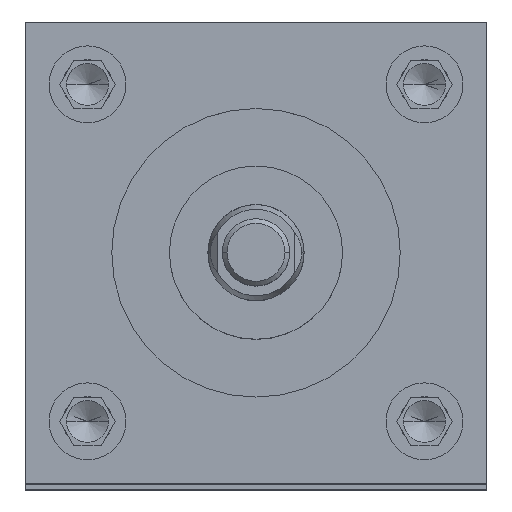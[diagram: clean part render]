
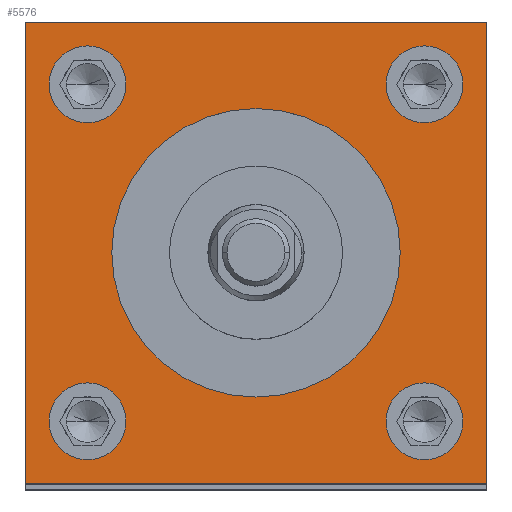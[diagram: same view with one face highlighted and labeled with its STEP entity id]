
A CAD part, top view. The second image highlights one B-rep face of the part: STEP entity #5576.
In plain terms, the highlighted planar face has unit normal (0, 0, 1).
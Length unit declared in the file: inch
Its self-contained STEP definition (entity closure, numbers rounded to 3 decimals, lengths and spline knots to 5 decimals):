
#38 = DIRECTION ( 'NONE',  ( 1., 0., 0. ) ) ;
#57 = CIRCLE ( 'NONE', #3389, 0.9375 ) ;
#137 = FACE_OUTER_BOUND ( 'NONE', #6122, .T. ) ;
#171 = VERTEX_POINT ( 'NONE', #3873 ) ;
#189 = ORIENTED_EDGE ( 'NONE', *, *, #5824, .T. ) ;
#229 = VECTOR ( 'NONE', #1952, 39.37008 ) ;
#269 = CARTESIAN_POINT ( 'NONE',  ( 1.095, 1.095, 23.75 ) ) ;
#292 = CARTESIAN_POINT ( 'NONE',  ( 1.5, -1.5, 23.75 ) ) ;
#307 = EDGE_LOOP ( 'NONE', ( #2373, #4426 ) ) ;
#314 = VERTEX_POINT ( 'NONE', #3779 ) ;
#327 = AXIS2_PLACEMENT_3D ( 'NONE', #5046, #3852, #38 ) ;
#333 = VERTEX_POINT ( 'NONE', #4786 ) ;
#415 = VERTEX_POINT ( 'NONE', #2442 ) ;
#424 = AXIS2_PLACEMENT_3D ( 'NONE', #5278, #5721, #498 ) ;
#498 = DIRECTION ( 'NONE',  ( 1., 0., 0. ) ) ;
#537 = CARTESIAN_POINT ( 'NONE',  ( -1.095, -1.095, 23.75 ) ) ;
#562 = CARTESIAN_POINT ( 'NONE',  ( -1.5, -1.5, 23.75 ) ) ;
#596 = FACE_BOUND ( 'NONE', #5022, .T. ) ;
#637 = DIRECTION ( 'NONE',  ( 0., 1., 0. ) ) ;
#786 = DIRECTION ( 'NONE',  ( 1., 0., 0. ) ) ;
#805 = DIRECTION ( 'NONE',  ( 1., 0., 0. ) ) ;
#822 = ORIENTED_EDGE ( 'NONE', *, *, #5733, .F. ) ;
#835 = CIRCLE ( 'NONE', #4884, 0.9375 ) ;
#841 = ORIENTED_EDGE ( 'NONE', *, *, #2142, .F. ) ;
#936 = CIRCLE ( 'NONE', #2560, 0.25 ) ;
#1060 = DIRECTION ( 'NONE',  ( 0., 0., 1. ) ) ;
#1098 = CIRCLE ( 'NONE', #424, 0.25 ) ;
#1214 = AXIS2_PLACEMENT_3D ( 'NONE', #4490, #5408, #3793 ) ;
#1332 = DIRECTION ( 'NONE',  ( 1., 0., 0. ) ) ;
#1356 = CARTESIAN_POINT ( 'NONE',  ( 0., 0., 23.75 ) ) ;
#1394 = EDGE_LOOP ( 'NONE', ( #3439, #3447 ) ) ;
#1412 = VERTEX_POINT ( 'NONE', #1930 ) ;
#1438 = AXIS2_PLACEMENT_3D ( 'NONE', #269, #3678, #786 ) ;
#1453 = ORIENTED_EDGE ( 'NONE', *, *, #1858, .F. ) ;
#1464 = CARTESIAN_POINT ( 'NONE',  ( 0.845, 1.095, 23.75 ) ) ;
#1470 = CARTESIAN_POINT ( 'NONE',  ( 1.345, 1.095, 23.75 ) ) ;
#1499 = AXIS2_PLACEMENT_3D ( 'NONE', #1605, #1060, #3882 ) ;
#1566 = DIRECTION ( 'NONE',  ( 0., 0., -1. ) ) ;
#1605 = CARTESIAN_POINT ( 'NONE',  ( 1.095, -1.095, 23.75 ) ) ;
#1753 = EDGE_CURVE ( 'NONE', #1412, #5473, #3166, .T. ) ;
#1778 = VERTEX_POINT ( 'NONE', #562 ) ;
#1858 = EDGE_CURVE ( 'NONE', #2963, #2615, #4474, .T. ) ;
#1930 = CARTESIAN_POINT ( 'NONE',  ( -1.345, 1.095, 23.75 ) ) ;
#1952 = DIRECTION ( 'NONE',  ( -1., 0., 0. ) ) ;
#2009 = DIRECTION ( 'NONE',  ( 0., 0., 1. ) ) ;
#2051 = PLANE ( 'NONE',  #5955 ) ;
#2129 = LINE ( 'NONE', #4074, #3141 ) ;
#2142 = EDGE_CURVE ( 'NONE', #2615, #2963, #5277, .T. ) ;
#2156 = LINE ( 'NONE', #4099, #5437 ) ;
#2228 = EDGE_CURVE ( 'NONE', #415, #333, #835, .T. ) ;
#2240 = DIRECTION ( 'NONE',  ( 0., 0., 1. ) ) ;
#2339 = EDGE_CURVE ( 'NONE', #1778, #5659, #5063, .T. ) ;
#2373 = ORIENTED_EDGE ( 'NONE', *, *, #4792, .F. ) ;
#2442 = CARTESIAN_POINT ( 'NONE',  ( 0.9375, 0., 23.75 ) ) ;
#2468 = FACE_BOUND ( 'NONE', #4340, .T. ) ;
#2524 = FACE_BOUND ( 'NONE', #1394, .T. ) ;
#2560 = AXIS2_PLACEMENT_3D ( 'NONE', #4645, #2240, #805 ) ;
#2612 = ORIENTED_EDGE ( 'NONE', *, *, #2339, .T. ) ;
#2615 = VERTEX_POINT ( 'NONE', #2893 ) ;
#2672 = AXIS2_PLACEMENT_3D ( 'NONE', #4240, #6131, #1332 ) ;
#2707 = DIRECTION ( 'NONE',  ( 1., 0., 0. ) ) ;
#2771 = DIRECTION ( 'NONE',  ( 0., 0., 1. ) ) ;
#2826 = EDGE_CURVE ( 'NONE', #3641, #4025, #3179, .T. ) ;
#2893 = CARTESIAN_POINT ( 'NONE',  ( -1.345, -1.095, 23.75 ) ) ;
#2963 = VERTEX_POINT ( 'NONE', #6121 ) ;
#3098 = EDGE_CURVE ( 'NONE', #333, #415, #57, .T. ) ;
#3141 = VECTOR ( 'NONE', #3378, 39.37008 ) ;
#3166 = CIRCLE ( 'NONE', #1214, 0.25 ) ;
#3179 = CIRCLE ( 'NONE', #1438, 0.25 ) ;
#3197 = VERTEX_POINT ( 'NONE', #5300 ) ;
#3249 = CIRCLE ( 'NONE', #1499, 0.25 ) ;
#3378 = DIRECTION ( 'NONE',  ( 0., -1., 0. ) ) ;
#3382 = DIRECTION ( 'NONE',  ( 0., 0., 1. ) ) ;
#3389 = AXIS2_PLACEMENT_3D ( 'NONE', #1356, #2771, #2707 ) ;
#3439 = ORIENTED_EDGE ( 'NONE', *, *, #2228, .F. ) ;
#3447 = ORIENTED_EDGE ( 'NONE', *, *, #3098, .F. ) ;
#3535 = EDGE_LOOP ( 'NONE', ( #1453, #841 ) ) ;
#3641 = VERTEX_POINT ( 'NONE', #1470 ) ;
#3678 = DIRECTION ( 'NONE',  ( 0., 0., 1. ) ) ;
#3693 = ORIENTED_EDGE ( 'NONE', *, *, #2826, .F. ) ;
#3766 = DIRECTION ( 'NONE',  ( 1., 0., 0. ) ) ;
#3779 = CARTESIAN_POINT ( 'NONE',  ( 1.345, -1.095, 23.75 ) ) ;
#3793 = DIRECTION ( 'NONE',  ( 1., 0., 0. ) ) ;
#3827 = ORIENTED_EDGE ( 'NONE', *, *, #5010, .F. ) ;
#3852 = DIRECTION ( 'NONE',  ( 0., 0., 1. ) ) ;
#3873 = CARTESIAN_POINT ( 'NONE',  ( 0.845, -1.095, 23.75 ) ) ;
#3882 = DIRECTION ( 'NONE',  ( 1., 0., 0. ) ) ;
#3918 = FACE_BOUND ( 'NONE', #3535, .T. ) ;
#3937 = EDGE_CURVE ( 'NONE', #171, #314, #936, .T. ) ;
#4025 = VERTEX_POINT ( 'NONE', #1464 ) ;
#4074 = CARTESIAN_POINT ( 'NONE',  ( -1.5, -1.5, 23.75 ) ) ;
#4099 = CARTESIAN_POINT ( 'NONE',  ( 1.5, -1.5, 23.75 ) ) ;
#4240 = CARTESIAN_POINT ( 'NONE',  ( -1.095, -1.095, 23.75 ) ) ;
#4340 = EDGE_LOOP ( 'NONE', ( #822, #4554 ) ) ;
#4377 = CARTESIAN_POINT ( 'NONE',  ( -1.5, 1.5, 23.75 ) ) ;
#4409 = CARTESIAN_POINT ( 'NONE',  ( -1.5, 1.5, 23.75 ) ) ;
#4418 = EDGE_CURVE ( 'NONE', #6193, #1778, #2129, .T. ) ;
#4426 = ORIENTED_EDGE ( 'NONE', *, *, #3937, .F. ) ;
#4474 = CIRCLE ( 'NONE', #5566, 0.25 ) ;
#4490 = CARTESIAN_POINT ( 'NONE',  ( -1.095, 1.095, 23.75 ) ) ;
#4554 = ORIENTED_EDGE ( 'NONE', *, *, #1753, .F. ) ;
#4645 = CARTESIAN_POINT ( 'NONE',  ( 1.095, -1.095, 23.75 ) ) ;
#4786 = CARTESIAN_POINT ( 'NONE',  ( -0.9375, 0., 23.75 ) ) ;
#4792 = EDGE_CURVE ( 'NONE', #314, #171, #3249, .T. ) ;
#4794 = CARTESIAN_POINT ( 'NONE',  ( 0., 0., 23.75 ) ) ;
#4884 = AXIS2_PLACEMENT_3D ( 'NONE', #4794, #3382, #5842 ) ;
#4887 = EDGE_CURVE ( 'NONE', #5659, #3197, #2156, .T. ) ;
#4942 = DIRECTION ( 'NONE',  ( 1., 0., 0. ) ) ;
#4962 = FACE_BOUND ( 'NONE', #307, .T. ) ;
#5010 = EDGE_CURVE ( 'NONE', #4025, #3641, #1098, .T. ) ;
#5022 = EDGE_LOOP ( 'NONE', ( #3693, #3827 ) ) ;
#5046 = CARTESIAN_POINT ( 'NONE',  ( -1.095, 1.095, 23.75 ) ) ;
#5063 = LINE ( 'NONE', #5467, #6182 ) ;
#5171 = CARTESIAN_POINT ( 'NONE',  ( -1.5, 1.5, 23.75 ) ) ;
#5227 = LINE ( 'NONE', #4377, #229 ) ;
#5277 = CIRCLE ( 'NONE', #2672, 0.25 ) ;
#5278 = CARTESIAN_POINT ( 'NONE',  ( 1.095, 1.095, 23.75 ) ) ;
#5300 = CARTESIAN_POINT ( 'NONE',  ( 1.5, 1.5, 23.75 ) ) ;
#5356 = CARTESIAN_POINT ( 'NONE',  ( -0.845, 1.095, 23.75 ) ) ;
#5408 = DIRECTION ( 'NONE',  ( 0., 0., 1. ) ) ;
#5419 = DIRECTION ( 'NONE',  ( -1., 0., 0. ) ) ;
#5437 = VECTOR ( 'NONE', #637, 39.37008 ) ;
#5467 = CARTESIAN_POINT ( 'NONE',  ( -1.5, -1.5, 23.75 ) ) ;
#5473 = VERTEX_POINT ( 'NONE', #5356 ) ;
#5566 = AXIS2_PLACEMENT_3D ( 'NONE', #537, #2009, #3766 ) ;
#5576 = ADVANCED_FACE ( 'NONE', ( #4962, #596, #3918, #2468, #2524, #137 ), #2051, .F. ) ;
#5659 = VERTEX_POINT ( 'NONE', #292 ) ;
#5721 = DIRECTION ( 'NONE',  ( 0., 0., 1. ) ) ;
#5733 = EDGE_CURVE ( 'NONE', #5473, #1412, #5750, .T. ) ;
#5750 = CIRCLE ( 'NONE', #327, 0.25 ) ;
#5824 = EDGE_CURVE ( 'NONE', #3197, #6193, #5227, .T. ) ;
#5842 = DIRECTION ( 'NONE',  ( 1., 0., 0. ) ) ;
#5955 = AXIS2_PLACEMENT_3D ( 'NONE', #4409, #1566, #5419 ) ;
#6031 = ORIENTED_EDGE ( 'NONE', *, *, #4887, .T. ) ;
#6048 = ORIENTED_EDGE ( 'NONE', *, *, #4418, .T. ) ;
#6121 = CARTESIAN_POINT ( 'NONE',  ( -0.845, -1.095, 23.75 ) ) ;
#6122 = EDGE_LOOP ( 'NONE', ( #6048, #2612, #6031, #189 ) ) ;
#6131 = DIRECTION ( 'NONE',  ( 0., 0., 1. ) ) ;
#6182 = VECTOR ( 'NONE', #4942, 39.37008 ) ;
#6193 = VERTEX_POINT ( 'NONE', #5171 ) ;
